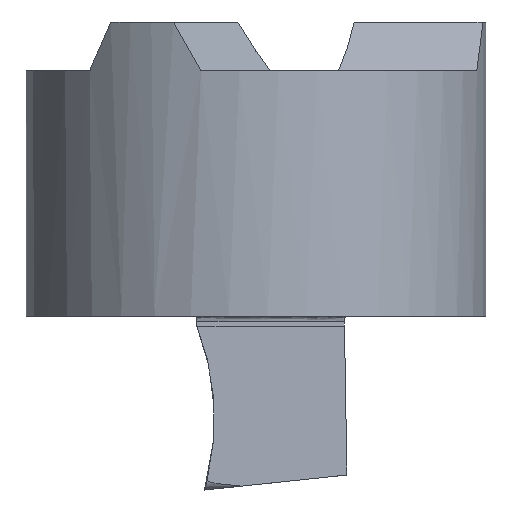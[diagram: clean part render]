
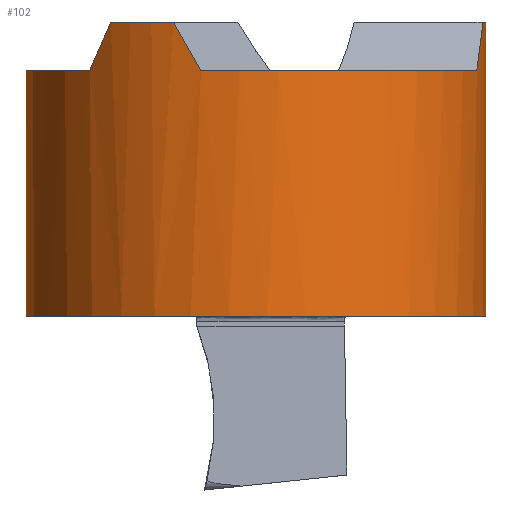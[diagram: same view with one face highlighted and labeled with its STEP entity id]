
A CAD part, left-side view. The second image highlights one B-rep face of the part: STEP entity #102.
In plain terms, the highlighted cylindrical face has radius 4.5 mm (diameter 9 mm), a partial arc.
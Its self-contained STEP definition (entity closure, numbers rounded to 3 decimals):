
#102=ADVANCED_FACE('',(#155),#124,.T.);
#124=CYLINDRICAL_SURFACE('',#868,4.5);
#155=FACE_OUTER_BOUND('',#197,.T.);
#197=EDGE_LOOP('',(#450,#451,#452,#453,#454,#455,#456,#457,#458,#459,#460,
#461));
#240=LINE('',#1237,#295);
#259=LINE('',#1364,#314);
#295=VECTOR('',#952,1.);
#314=VECTOR('',#1029,1.);
#450=ORIENTED_EDGE('',*,*,#696,.F.);
#451=ORIENTED_EDGE('',*,*,#693,.T.);
#452=ORIENTED_EDGE('',*,*,#652,.T.);
#453=ORIENTED_EDGE('',*,*,#662,.F.);
#454=ORIENTED_EDGE('',*,*,#673,.F.);
#455=ORIENTED_EDGE('',*,*,#689,.F.);
#456=ORIENTED_EDGE('',*,*,#682,.F.);
#457=ORIENTED_EDGE('',*,*,#666,.F.);
#458=ORIENTED_EDGE('',*,*,#685,.F.);
#459=ORIENTED_EDGE('',*,*,#691,.F.);
#460=ORIENTED_EDGE('',*,*,#676,.F.);
#461=ORIENTED_EDGE('',*,*,#671,.F.);
#571=VERTEX_POINT('',#1227);
#576=VERTEX_POINT('',#1236);
#581=VERTEX_POINT('',#1272);
#582=VERTEX_POINT('',#1276);
#585=VERTEX_POINT('',#1281);
#586=VERTEX_POINT('',#1285);
#590=VERTEX_POINT('',#1292);
#591=VERTEX_POINT('',#1296);
#592=VERTEX_POINT('',#1303);
#595=VERTEX_POINT('',#1326);
#597=VERTEX_POINT('',#1342);
#599=VERTEX_POINT('',#1360);
#652=EDGE_CURVE('',#571,#576,#240,.T.);
#662=EDGE_CURVE('',#581,#576,#731,.T.);
#666=EDGE_CURVE('',#585,#582,#733,.T.);
#671=EDGE_CURVE('',#590,#586,#736,.T.);
#673=EDGE_CURVE('',#591,#581,#762,.T.);
#676=EDGE_CURVE('',#586,#592,#764,.T.);
#682=EDGE_CURVE('',#582,#595,#768,.T.);
#685=EDGE_CURVE('',#597,#585,#770,.T.);
#689=EDGE_CURVE('',#595,#591,#739,.T.);
#691=EDGE_CURVE('',#592,#597,#741,.T.);
#693=EDGE_CURVE('',#599,#571,#743,.T.);
#696=EDGE_CURVE('',#599,#590,#259,.T.);
#731=CIRCLE('',#841,4.5);
#733=CIRCLE('',#844,4.5);
#736=CIRCLE('',#848,4.5);
#739=CIRCLE('',#858,4.5);
#741=CIRCLE('',#861,4.5);
#743=CIRCLE('',#864,4.5);
#762=(
BOUNDED_CURVE()
B_SPLINE_CURVE(3,(#1297,#1298,#1299,#1300),.UNSPECIFIED.,.F.,.F.)
B_SPLINE_CURVE_WITH_KNOTS((4,4),(0.,1.),.UNSPECIFIED.)
CURVE()
GEOMETRIC_REPRESENTATION_ITEM()
RATIONAL_B_SPLINE_CURVE((1.,0.999,0.999,1.))
REPRESENTATION_ITEM('')
);
#764=(
BOUNDED_CURVE()
B_SPLINE_CURVE(3,(#1309,#1310,#1311,#1312),.UNSPECIFIED.,.F.,.F.)
B_SPLINE_CURVE_WITH_KNOTS((4,4),(0.,1.),.UNSPECIFIED.)
CURVE()
GEOMETRIC_REPRESENTATION_ITEM()
RATIONAL_B_SPLINE_CURVE((1.,0.999,0.999,1.))
REPRESENTATION_ITEM('')
);
#768=(
BOUNDED_CURVE()
B_SPLINE_CURVE(3,(#1331,#1332,#1333,#1334),.UNSPECIFIED.,.F.,.F.)
B_SPLINE_CURVE_WITH_KNOTS((4,4),(0.,1.),.UNSPECIFIED.)
CURVE()
GEOMETRIC_REPRESENTATION_ITEM()
RATIONAL_B_SPLINE_CURVE((1.,0.999,0.999,1.))
REPRESENTATION_ITEM('')
);
#770=(
BOUNDED_CURVE()
B_SPLINE_CURVE(3,(#1343,#1344,#1345,#1346),.UNSPECIFIED.,.F.,.F.)
B_SPLINE_CURVE_WITH_KNOTS((4,4),(0.,1.),.UNSPECIFIED.)
CURVE()
GEOMETRIC_REPRESENTATION_ITEM()
RATIONAL_B_SPLINE_CURVE((1.,0.999,0.999,1.))
REPRESENTATION_ITEM('')
);
#841=AXIS2_PLACEMENT_3D('',#1273,#966,#967);
#844=AXIS2_PLACEMENT_3D('',#1282,#974,#975);
#848=AXIS2_PLACEMENT_3D('',#1293,#984,#985);
#858=AXIS2_PLACEMENT_3D('',#1353,#1010,#1011);
#861=AXIS2_PLACEMENT_3D('',#1356,#1016,#1017);
#864=AXIS2_PLACEMENT_3D('',#1359,#1022,#1023);
#868=AXIS2_PLACEMENT_3D('',#1366,#1032,#1033);
#952=DIRECTION('',(0.,0.,1.));
#966=DIRECTION('',(0.,0.,1.));
#967=DIRECTION('',(1.,0.,0.));
#974=DIRECTION('',(0.,0.,1.));
#975=DIRECTION('',(1.,0.,0.));
#984=DIRECTION('',(0.,0.,1.));
#985=DIRECTION('',(1.,0.,0.));
#1010=DIRECTION('',(0.,0.,1.));
#1011=DIRECTION('',(-1.,0.,0.));
#1016=DIRECTION('',(0.,0.,1.));
#1017=DIRECTION('',(-1.,0.,0.));
#1022=DIRECTION('',(0.,0.,1.));
#1023=DIRECTION('',(-1.,0.,0.));
#1029=DIRECTION('',(0.,0.,1.));
#1032=DIRECTION('',(0.,0.,1.));
#1033=DIRECTION('',(1.,0.,0.));
#1227=CARTESIAN_POINT('',(0.,-4.5,-4.9));
#1236=CARTESIAN_POINT('',(0.,-4.5,0.85));
#1237=CARTESIAN_POINT('',(0.,-4.5,-8.4));
#1272=CARTESIAN_POINT('',(-0.709,-4.444,0.85));
#1273=CARTESIAN_POINT('',(0.,0.,0.85));
#1276=CARTESIAN_POINT('',(-4.203,1.608,0.85));
#1281=CARTESIAN_POINT('',(-3.494,2.836,0.85));
#1282=CARTESIAN_POINT('',(0.,0.,0.85));
#1285=CARTESIAN_POINT('',(3.494,2.836,0.85));
#1292=CARTESIAN_POINT('',(3.553,2.762,0.85));
#1293=CARTESIAN_POINT('',(0.,0.,0.85));
#1296=CARTESIAN_POINT('',(-1.257,-4.321,-0.1));
#1297=CARTESIAN_POINT('',(-1.257,-4.321,-0.1));
#1298=CARTESIAN_POINT('',(-1.077,-4.373,0.212));
#1299=CARTESIAN_POINT('',(-0.894,-4.414,0.529));
#1300=CARTESIAN_POINT('',(-0.709,-4.444,0.85));
#1303=CARTESIAN_POINT('',(3.113,3.249,-0.1));
#1309=CARTESIAN_POINT('',(3.494,2.836,0.85));
#1310=CARTESIAN_POINT('',(3.376,2.981,0.529));
#1311=CARTESIAN_POINT('',(3.249,3.119,0.212));
#1312=CARTESIAN_POINT('',(3.113,3.249,-0.1));
#1326=CARTESIAN_POINT('',(-4.371,1.072,-0.1));
#1331=CARTESIAN_POINT('',(-4.203,1.608,0.85));
#1332=CARTESIAN_POINT('',(-4.27,1.433,0.529));
#1333=CARTESIAN_POINT('',(-4.326,1.254,0.212));
#1334=CARTESIAN_POINT('',(-4.371,1.072,-0.1));
#1342=CARTESIAN_POINT('',(-3.113,3.249,-0.1));
#1343=CARTESIAN_POINT('',(-3.113,3.249,-0.1));
#1344=CARTESIAN_POINT('',(-3.249,3.119,0.212));
#1345=CARTESIAN_POINT('',(-3.376,2.981,0.529));
#1346=CARTESIAN_POINT('',(-3.494,2.836,0.85));
#1353=CARTESIAN_POINT('',(0.,0.,-0.1));
#1356=CARTESIAN_POINT('',(0.,0.,-0.1));
#1359=CARTESIAN_POINT('',(0.,0.,-4.9));
#1360=CARTESIAN_POINT('',(3.553,2.762,-4.9));
#1364=CARTESIAN_POINT('',(3.553,2.762,-8.4));
#1366=CARTESIAN_POINT('',(0.,0.,-8.4));
